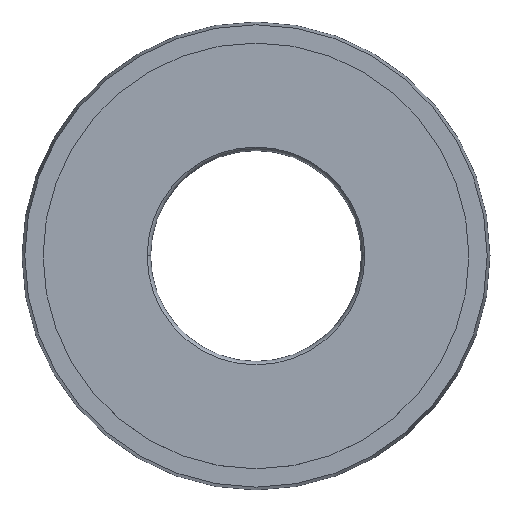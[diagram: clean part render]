
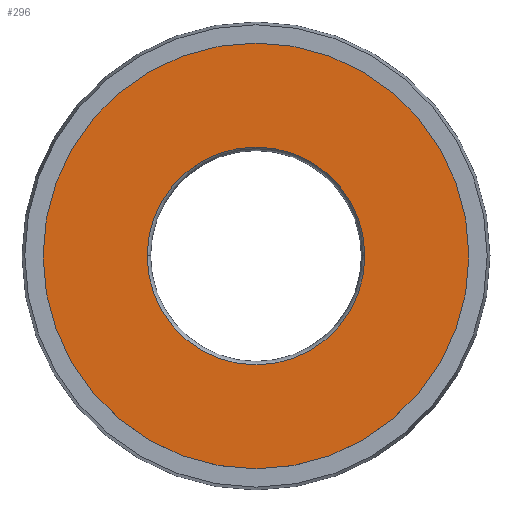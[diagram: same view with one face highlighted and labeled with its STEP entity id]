
A CAD part, top view. The second image highlights one B-rep face of the part: STEP entity #296.
In plain terms, the highlighted planar face has unit normal (0, 0, 1).
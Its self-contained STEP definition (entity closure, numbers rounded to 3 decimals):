
#5 = AXIS2_PLACEMENT_3D ( 'NONE', #400, #195, #251 ) ;
#17 = CARTESIAN_POINT ( 'NONE',  ( 0., 0., 0. ) ) ;
#53 = DIRECTION ( 'NONE',  ( 0., 0., 1. ) ) ;
#56 = DIRECTION ( 'NONE',  ( 1., 0., 0. ) ) ;
#68 = EDGE_LOOP ( 'NONE', ( #618, #500 ) ) ;
#74 = EDGE_LOOP ( 'NONE', ( #409, #233 ) ) ;
#113 = DIRECTION ( 'NONE',  ( 0., 0., 1. ) ) ;
#114 = AXIS2_PLACEMENT_3D ( 'NONE', #441, #502, #542 ) ;
#134 = DIRECTION ( 'NONE',  ( 1., 0., 0. ) ) ;
#142 = EDGE_CURVE ( 'NONE', #633, #447, #604, .T. ) ;
#187 = AXIS2_PLACEMENT_3D ( 'NONE', #620, #378, #134 ) ;
#189 = PLANE ( 'NONE',  #114 ) ;
#195 = DIRECTION ( 'NONE',  ( 0., 0., 1. ) ) ;
#233 = ORIENTED_EDGE ( 'NONE', *, *, #142, .T. ) ;
#251 = DIRECTION ( 'NONE',  ( 1., 0., 0. ) ) ;
#267 = CIRCLE ( 'NONE', #308, 7.75 ) ;
#296 = ADVANCED_FACE ( 'NONE', ( #328, #401 ), #189, .F. ) ;
#297 = EDGE_CURVE ( 'NONE', #447, #633, #347, .T. ) ;
#308 = AXIS2_PLACEMENT_3D ( 'NONE', #17, #113, #459 ) ;
#314 = CARTESIAN_POINT ( 'NONE',  ( 15.15, 0., 0. ) ) ;
#328 = FACE_BOUND ( 'NONE', #68, .T. ) ;
#347 = CIRCLE ( 'NONE', #5, 15.15 ) ;
#362 = EDGE_CURVE ( 'NONE', #594, #588, #537, .T. ) ;
#378 = DIRECTION ( 'NONE',  ( 0., 0., 1. ) ) ;
#386 = AXIS2_PLACEMENT_3D ( 'NONE', #546, #53, #56 ) ;
#400 = CARTESIAN_POINT ( 'NONE',  ( 0., 0., 0. ) ) ;
#401 = FACE_OUTER_BOUND ( 'NONE', #74, .T. ) ;
#409 = ORIENTED_EDGE ( 'NONE', *, *, #297, .T. ) ;
#441 = CARTESIAN_POINT ( 'NONE',  ( 0., 0., 0. ) ) ;
#447 = VERTEX_POINT ( 'NONE', #314 ) ;
#459 = DIRECTION ( 'NONE',  ( 1., 0., 0. ) ) ;
#474 = CARTESIAN_POINT ( 'NONE',  ( 7.75, 0., 0. ) ) ;
#500 = ORIENTED_EDGE ( 'NONE', *, *, #362, .F. ) ;
#502 = DIRECTION ( 'NONE',  ( 0., 0., -1. ) ) ;
#507 = EDGE_CURVE ( 'NONE', #588, #594, #267, .T. ) ;
#522 = CARTESIAN_POINT ( 'NONE',  ( -7.75, 0., 0. ) ) ;
#537 = CIRCLE ( 'NONE', #386, 7.75 ) ;
#542 = DIRECTION ( 'NONE',  ( -1., 0., 0. ) ) ;
#546 = CARTESIAN_POINT ( 'NONE',  ( 0., 0., 0. ) ) ;
#588 = VERTEX_POINT ( 'NONE', #474 ) ;
#594 = VERTEX_POINT ( 'NONE', #522 ) ;
#604 = CIRCLE ( 'NONE', #187, 15.15 ) ;
#616 = CARTESIAN_POINT ( 'NONE',  ( -15.15, 0., 0. ) ) ;
#618 = ORIENTED_EDGE ( 'NONE', *, *, #507, .F. ) ;
#620 = CARTESIAN_POINT ( 'NONE',  ( 0., 0., 0. ) ) ;
#633 = VERTEX_POINT ( 'NONE', #616 ) ;
